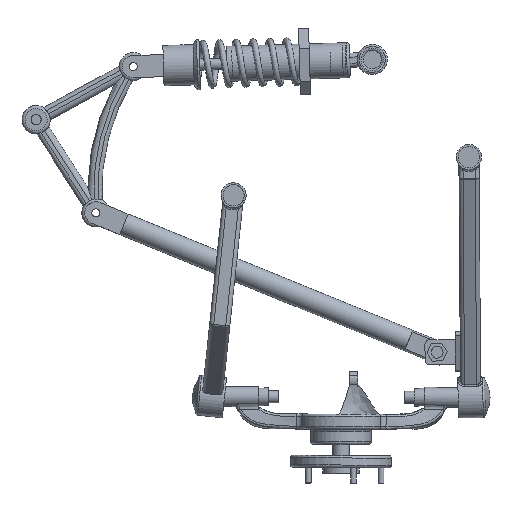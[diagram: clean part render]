
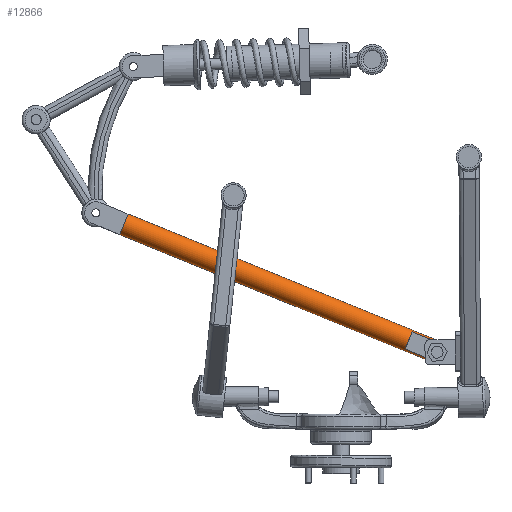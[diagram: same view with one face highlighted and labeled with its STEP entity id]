
A CAD part, left-side view. The second image highlights one B-rep face of the part: STEP entity #12866.
In plain terms, the highlighted cylindrical face has radius 11 mm (diameter 22 mm), a full revolution.
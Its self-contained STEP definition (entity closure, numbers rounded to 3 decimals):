
#550=B_SPLINE_CURVE_WITH_KNOTS('',3,(#27468,#27469,#27470,#27471,#27472,
#27473,#27474,#27475),.UNSPECIFIED.,.F.,.F.,(4,2,2,4),(0.,0.244,
0.488,0.71),.UNSPECIFIED.);
#551=B_SPLINE_CURVE_WITH_KNOTS('',3,(#27477,#27478,#27479,#27480,#27481,
#27482,#27483,#27484),.UNSPECIFIED.,.F.,.F.,(4,2,2,4),(-0.71,
-0.488,-0.244,0.),.UNSPECIFIED.);
#552=B_SPLINE_CURVE_WITH_KNOTS('',3,(#27488,#27489,#27490,#27491,#27492,
#27493,#27494,#27495),.UNSPECIFIED.,.F.,.F.,(4,2,2,4),(3.737,
3.98,4.224,4.446),.UNSPECIFIED.);
#553=B_SPLINE_CURVE_WITH_KNOTS('',3,(#27497,#27498,#27499,#27500,#27501,
#27502,#27503,#27504),.UNSPECIFIED.,.F.,.F.,(4,2,2,4),(3.027,
3.249,3.493,3.737),.UNSPECIFIED.);
#786=CYLINDRICAL_SURFACE('',#14630,11.);
#2152=FACE_OUTER_BOUND('',#3045,.T.);
#3045=EDGE_LOOP('',(#11909,#11910,#11911,#11912,#11913,#11914,#11915,#11916,
#11917,#11918,#11919,#11920,#11921,#11922));
#3844=CIRCLE('',#14616,11.);
#3849=CIRCLE('',#14625,11.);
#3850=CIRCLE('',#14626,11.);
#3851=CIRCLE('',#14628,11.);
#4583=LINE('',#27508,#5328);
#4585=LINE('',#27511,#5330);
#4587=LINE('',#27522,#5332);
#4588=LINE('',#27523,#5333);
#4589=LINE('',#27525,#5334);
#5328=VECTOR('',#18291,10.);
#5330=VECTOR('',#18293,10.);
#5332=VECTOR('',#18307,10.);
#5333=VECTOR('',#18308,10.);
#5334=VECTOR('',#18311,11.);
#6505=VERTEX_POINT('',#27457);
#6508=VERTEX_POINT('',#27466);
#6509=VERTEX_POINT('',#27467);
#6510=VERTEX_POINT('',#27476);
#6511=VERTEX_POINT('',#27485);
#6512=VERTEX_POINT('',#27487);
#6513=VERTEX_POINT('',#27496);
#6514=VERTEX_POINT('',#27507);
#6515=VERTEX_POINT('',#27509);
#6516=VERTEX_POINT('',#27513);
#6517=VERTEX_POINT('',#27517);
#6518=VERTEX_POINT('',#27518);
#8313=EDGE_CURVE('',#6505,#6505,#3844,.T.);
#8317=EDGE_CURVE('',#6508,#6509,#550,.T.);
#8318=EDGE_CURVE('',#6510,#6508,#551,.T.);
#8320=EDGE_CURVE('',#6512,#6511,#552,.T.);
#8321=EDGE_CURVE('',#6513,#6512,#553,.T.);
#8323=EDGE_CURVE('',#6514,#6513,#4583,.T.);
#8325=EDGE_CURVE('',#6509,#6515,#4585,.T.);
#8326=EDGE_CURVE('',#6515,#6516,#3849,.T.);
#8327=EDGE_CURVE('',#6516,#6514,#3850,.T.);
#8328=EDGE_CURVE('',#6517,#6518,#3851,.T.);
#8330=EDGE_CURVE('',#6518,#6510,#4587,.T.);
#8331=EDGE_CURVE('',#6511,#6517,#4588,.T.);
#8332=EDGE_CURVE('',#6516,#6505,#4589,.T.);
#11909=ORIENTED_EDGE('',*,*,#8317,.T.);
#11910=ORIENTED_EDGE('',*,*,#8325,.T.);
#11911=ORIENTED_EDGE('',*,*,#8326,.T.);
#11912=ORIENTED_EDGE('',*,*,#8332,.T.);
#11913=ORIENTED_EDGE('',*,*,#8313,.T.);
#11914=ORIENTED_EDGE('',*,*,#8332,.F.);
#11915=ORIENTED_EDGE('',*,*,#8327,.T.);
#11916=ORIENTED_EDGE('',*,*,#8323,.T.);
#11917=ORIENTED_EDGE('',*,*,#8321,.T.);
#11918=ORIENTED_EDGE('',*,*,#8320,.T.);
#11919=ORIENTED_EDGE('',*,*,#8331,.T.);
#11920=ORIENTED_EDGE('',*,*,#8328,.T.);
#11921=ORIENTED_EDGE('',*,*,#8330,.T.);
#11922=ORIENTED_EDGE('',*,*,#8318,.T.);
#12866=ADVANCED_FACE('',(#2152),#786,.T.);
#14616=AXIS2_PLACEMENT_3D('',#27458,#18274,#18275);
#14625=AXIS2_PLACEMENT_3D('',#27514,#18296,#18297);
#14626=AXIS2_PLACEMENT_3D('',#27515,#18298,#18299);
#14628=AXIS2_PLACEMENT_3D('',#27519,#18302,#18303);
#14630=AXIS2_PLACEMENT_3D('',#27524,#18309,#18310);
#18274=DIRECTION('center_axis',(0.,1.,0.));
#18275=DIRECTION('ref_axis',(1.,0.,0.));
#18291=DIRECTION('',(0.,1.,0.));
#18293=DIRECTION('',(0.,-1.,0.));
#18296=DIRECTION('center_axis',(0.,-1.,0.));
#18297=DIRECTION('ref_axis',(1.,0.,0.));
#18298=DIRECTION('center_axis',(0.,-1.,0.));
#18299=DIRECTION('ref_axis',(1.,0.,0.));
#18302=DIRECTION('center_axis',(0.,-1.,0.));
#18303=DIRECTION('ref_axis',(1.,0.,0.));
#18307=DIRECTION('',(0.,1.,0.));
#18308=DIRECTION('',(0.,-1.,0.));
#18309=DIRECTION('center_axis',(0.,1.,0.));
#18310=DIRECTION('ref_axis',(1.,0.,0.));
#18311=DIRECTION('',(0.,-1.,0.));
#27457=CARTESIAN_POINT('',(-11.,0.,0.));
#27458=CARTESIAN_POINT('Origin',(0.,0.,0.));
#27466=CARTESIAN_POINT('',(0.,342.796,11.));
#27467=CARTESIAN_POINT('',(-6.,345.681,9.22));
#27468=CARTESIAN_POINT('Ctrl Pts',(0.,342.796,11.));
#27469=CARTESIAN_POINT('Ctrl Pts',(-0.813,342.796,
11.));
#27470=CARTESIAN_POINT('Ctrl Pts',(-1.556,343.001,10.913));
#27471=CARTESIAN_POINT('Ctrl Pts',(-2.974,343.607,10.615));
#27472=CARTESIAN_POINT('Ctrl Pts',(-3.648,344.006,10.401));
#27473=CARTESIAN_POINT('Ctrl Pts',(-4.891,344.836,9.874));
#27474=CARTESIAN_POINT('Ctrl Pts',(-5.461,345.26,9.57));
#27475=CARTESIAN_POINT('Ctrl Pts',(-6.,345.681,9.22));
#27476=CARTESIAN_POINT('',(6.,345.681,9.22));
#27477=CARTESIAN_POINT('Ctrl Pts',(6.,345.681,9.22));
#27478=CARTESIAN_POINT('Ctrl Pts',(5.461,345.26,9.57));
#27479=CARTESIAN_POINT('Ctrl Pts',(4.891,344.836,9.874));
#27480=CARTESIAN_POINT('Ctrl Pts',(3.648,344.006,10.401));
#27481=CARTESIAN_POINT('Ctrl Pts',(2.974,343.607,10.615));
#27482=CARTESIAN_POINT('Ctrl Pts',(1.556,343.001,10.913));
#27483=CARTESIAN_POINT('Ctrl Pts',(0.813,342.796,11.));
#27484=CARTESIAN_POINT('Ctrl Pts',(0.,342.796,
11.));
#27485=CARTESIAN_POINT('',(6.,345.681,-9.22));
#27487=CARTESIAN_POINT('',(0.,342.796,-11.));
#27488=CARTESIAN_POINT('Ctrl Pts',(0.,342.796,
-11.));
#27489=CARTESIAN_POINT('Ctrl Pts',(0.813,342.796,-11.));
#27490=CARTESIAN_POINT('Ctrl Pts',(1.556,343.001,-10.913));
#27491=CARTESIAN_POINT('Ctrl Pts',(2.974,343.607,-10.615));
#27492=CARTESIAN_POINT('Ctrl Pts',(3.648,344.006,-10.401));
#27493=CARTESIAN_POINT('Ctrl Pts',(4.891,344.836,-9.874));
#27494=CARTESIAN_POINT('Ctrl Pts',(5.461,345.26,-9.57));
#27495=CARTESIAN_POINT('Ctrl Pts',(6.,345.681,-9.22));
#27496=CARTESIAN_POINT('',(-6.,345.681,-9.22));
#27497=CARTESIAN_POINT('Ctrl Pts',(-6.,345.681,-9.22));
#27498=CARTESIAN_POINT('Ctrl Pts',(-5.461,345.26,-9.57));
#27499=CARTESIAN_POINT('Ctrl Pts',(-4.891,344.836,-9.874));
#27500=CARTESIAN_POINT('Ctrl Pts',(-3.648,344.006,-10.401));
#27501=CARTESIAN_POINT('Ctrl Pts',(-2.974,343.607,-10.615));
#27502=CARTESIAN_POINT('Ctrl Pts',(-1.556,343.001,-10.913));
#27503=CARTESIAN_POINT('Ctrl Pts',(-0.813,342.796,
-11.));
#27504=CARTESIAN_POINT('Ctrl Pts',(0.,342.796,
-11.));
#27507=CARTESIAN_POINT('',(-6.,305.328,-9.22));
#27508=CARTESIAN_POINT('',(-6.,0.,-9.22));
#27509=CARTESIAN_POINT('',(-6.,305.328,9.22));
#27511=CARTESIAN_POINT('',(-6.,0.,9.22));
#27513=CARTESIAN_POINT('',(-11.,305.328,0.));
#27514=CARTESIAN_POINT('Origin',(0.,305.328,0.));
#27515=CARTESIAN_POINT('Origin',(0.,305.328,0.));
#27517=CARTESIAN_POINT('',(6.,305.328,-9.22));
#27518=CARTESIAN_POINT('',(6.,305.328,9.22));
#27519=CARTESIAN_POINT('Origin',(0.,305.328,0.));
#27522=CARTESIAN_POINT('',(6.,0.,9.22));
#27523=CARTESIAN_POINT('',(6.,0.,-9.22));
#27524=CARTESIAN_POINT('Origin',(0.,0.,0.));
#27525=CARTESIAN_POINT('',(-11.,0.,0.));
